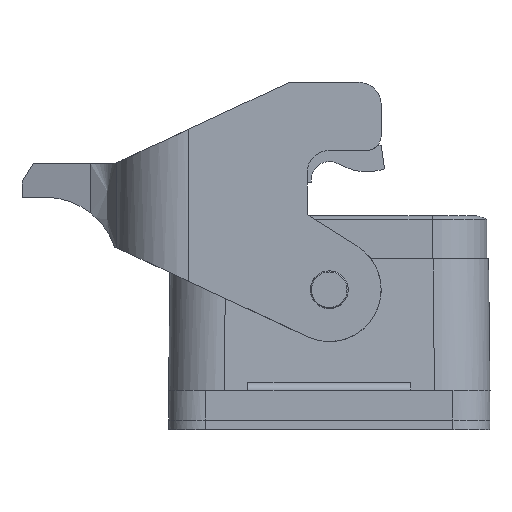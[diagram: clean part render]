
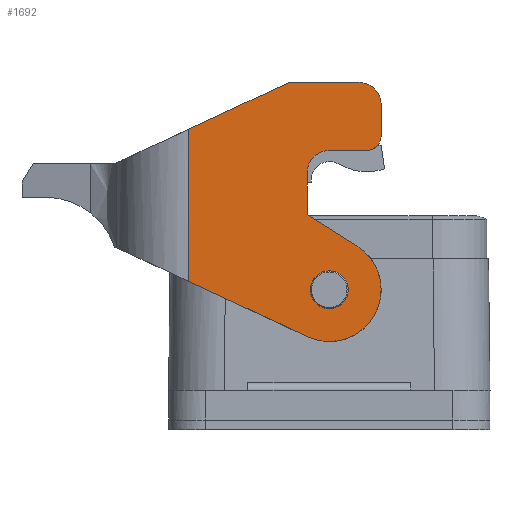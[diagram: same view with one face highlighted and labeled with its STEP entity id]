
A CAD part, left-side view. The second image highlights one B-rep face of the part: STEP entity #1692.
In plain terms, the highlighted planar face has unit normal (-1, 0, 0).
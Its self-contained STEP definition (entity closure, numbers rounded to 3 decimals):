
#1182=FACE_BOUND('',#2563,.T.);
#1183=FACE_BOUND('',#2564,.T.);
#1438=CIRCLE('',#7721,2.55);
#1443=CIRCLE('',#7729,7.);
#1445=CIRCLE('',#7732,3.);
#1449=CIRCLE('',#7738,2.);
#1450=CIRCLE('',#7741,3.);
#1692=ADVANCED_FACE('',(#1182,#1183),#2007,.F.);
#2007=PLANE('',#7749);
#2563=EDGE_LOOP('',(#3421));
#2564=EDGE_LOOP('',(#3422,#3423,#3424,#3425,#3426,#3427,#3428,#3429,#3430,
#3431,#3432,#3433));
#3421=ORIENTED_EDGE('',*,*,#5514,.F.);
#3422=ORIENTED_EDGE('',*,*,#5571,.F.);
#3423=ORIENTED_EDGE('',*,*,#5553,.T.);
#3424=ORIENTED_EDGE('',*,*,#5527,.T.);
#3425=ORIENTED_EDGE('',*,*,#5525,.T.);
#3426=ORIENTED_EDGE('',*,*,#5543,.T.);
#3427=ORIENTED_EDGE('',*,*,#5532,.T.);
#3428=ORIENTED_EDGE('',*,*,#5535,.T.);
#3429=ORIENTED_EDGE('',*,*,#5540,.T.);
#3430=ORIENTED_EDGE('',*,*,#5521,.T.);
#3431=ORIENTED_EDGE('',*,*,#5546,.T.);
#3432=ORIENTED_EDGE('',*,*,#5550,.T.);
#3433=ORIENTED_EDGE('',*,*,#5509,.T.);
#4828=VERTEX_POINT('',#10511);
#4830=VERTEX_POINT('',#10515);
#4833=VERTEX_POINT('',#10526);
#4836=VERTEX_POINT('',#10534);
#4838=VERTEX_POINT('',#10538);
#4840=VERTEX_POINT('',#10543);
#4842=VERTEX_POINT('',#10547);
#4843=VERTEX_POINT('',#10552);
#4845=VERTEX_POINT('',#10557);
#4847=VERTEX_POINT('',#10561);
#4849=VERTEX_POINT('',#10567);
#4854=VERTEX_POINT('',#10587);
#4857=VERTEX_POINT('',#10597);
#5509=EDGE_CURVE('',#4828,#4830,#6347,.T.);
#5514=EDGE_CURVE('',#4833,#4833,#1438,.T.);
#5521=EDGE_CURVE('',#4836,#4838,#6353,.T.);
#5525=EDGE_CURVE('',#4840,#4842,#6357,.T.);
#5527=EDGE_CURVE('',#4843,#4840,#1443,.T.);
#5532=EDGE_CURVE('',#4845,#4847,#1445,.T.);
#5535=EDGE_CURVE('',#4847,#4849,#6363,.T.);
#5540=EDGE_CURVE('',#4849,#4836,#1449,.T.);
#5543=EDGE_CURVE('',#4842,#4845,#6367,.T.);
#5546=EDGE_CURVE('',#4838,#4854,#1450,.T.);
#5550=EDGE_CURVE('',#4854,#4828,#6372,.T.);
#5553=EDGE_CURVE('',#4857,#4843,#6375,.T.);
#5571=EDGE_CURVE('',#4857,#4830,#6382,.T.);
#6347=LINE('',#10516,#7000);
#6353=LINE('',#10539,#7006);
#6357=LINE('',#10548,#7010);
#6363=LINE('',#10568,#7016);
#6367=LINE('',#10582,#7020);
#6372=LINE('',#10593,#7025);
#6375=LINE('',#10599,#7028);
#6382=LINE('',#10690,#7035);
#7000=VECTOR('',#8664,1.);
#7006=VECTOR('',#8688,1.);
#7010=VECTOR('',#8694,1.);
#7016=VECTOR('',#8714,1.);
#7020=VECTOR('',#8730,1.);
#7025=VECTOR('',#8743,1.);
#7028=VECTOR('',#8748,1.);
#7035=VECTOR('',#8763,1.);
#7721=AXIS2_PLACEMENT_3D('',#10525,#8675,#8676);
#7729=AXIS2_PLACEMENT_3D('',#10551,#8699,#8700);
#7732=AXIS2_PLACEMENT_3D('',#10562,#8708,#8709);
#7738=AXIS2_PLACEMENT_3D('',#10576,#8724,#8725);
#7741=AXIS2_PLACEMENT_3D('',#10586,#8735,#8736);
#7749=AXIS2_PLACEMENT_3D('',#10699,#8764,#8765);
#8664=DIRECTION('',(0.,0.906,-0.423));
#8675=DIRECTION('',(-1.,0.,0.));
#8676=DIRECTION('',(0.,-1.,0.));
#8688=DIRECTION('',(0.,0.,1.));
#8694=DIRECTION('',(0.,0.848,0.53));
#8699=DIRECTION('',(-1.,0.,0.));
#8700=DIRECTION('',(0.,0.,-1.));
#8708=DIRECTION('',(1.,0.,0.));
#8709=DIRECTION('',(0.,0.,-1.));
#8714=DIRECTION('',(0.,-1.,0.));
#8724=DIRECTION('',(-1.,0.,0.));
#8725=DIRECTION('',(0.,0.,-1.));
#8730=DIRECTION('',(0.,0.,1.));
#8735=DIRECTION('',(-1.,0.,0.));
#8736=DIRECTION('',(0.,0.,-1.));
#8743=DIRECTION('',(0.,1.,0.));
#8748=DIRECTION('',(0.,-0.906,-0.423));
#8763=DIRECTION('',(0.,0.,1.));
#8764=DIRECTION('',(1.,0.,0.));
#8765=DIRECTION('',(0.,-1.,0.));
#10511=CARTESIAN_POINT('',(-36.,5.41,29.55));
#10515=CARTESIAN_POINT('',(-36.,19.,23.213));
#10516=CARTESIAN_POINT('',(-36.,17.059,24.118));
#10525=CARTESIAN_POINT('',(-36.,0.,1.55));
#10526=CARTESIAN_POINT('',(-36.,-2.55,1.55));
#10534=CARTESIAN_POINT('',(-36.,-7.,22.35));
#10538=CARTESIAN_POINT('',(-36.,-7.,26.55));
#10539=CARTESIAN_POINT('',(-36.,-7.,30.425));
#10543=CARTESIAN_POINT('',(-36.,-3.709,7.486));
#10547=CARTESIAN_POINT('',(-36.,3.,11.679));
#10548=CARTESIAN_POINT('',(-36.,23.651,24.583));
#10551=CARTESIAN_POINT('',(-36.,0.,1.55));
#10552=CARTESIAN_POINT('',(-36.,2.958,-4.794));
#10557=CARTESIAN_POINT('',(-36.,3.,17.35));
#10561=CARTESIAN_POINT('',(-36.,0.,20.35));
#10562=CARTESIAN_POINT('',(-36.,0.,17.35));
#10567=CARTESIAN_POINT('',(-36.,-5.,20.35));
#10568=CARTESIAN_POINT('',(-36.,20.,20.35));
#10576=CARTESIAN_POINT('',(-36.,-5.,22.35));
#10582=CARTESIAN_POINT('',(-36.,3.,30.425));
#10586=CARTESIAN_POINT('',(-36.,-4.,26.55));
#10587=CARTESIAN_POINT('',(-36.,-4.,29.55));
#10593=CARTESIAN_POINT('',(-36.,20.,29.55));
#10597=CARTESIAN_POINT('',(-36.,19.,2.686));
#10599=CARTESIAN_POINT('',(-36.,30.446,8.023));
#10690=CARTESIAN_POINT('',(-36.,19.,3.242));
#10699=CARTESIAN_POINT('',(-36.,20.,30.425));
